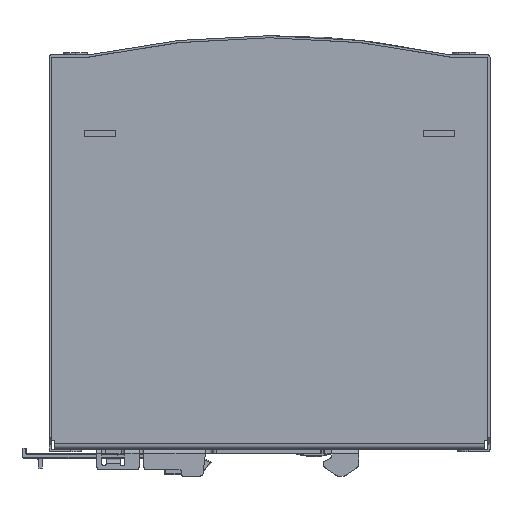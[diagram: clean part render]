
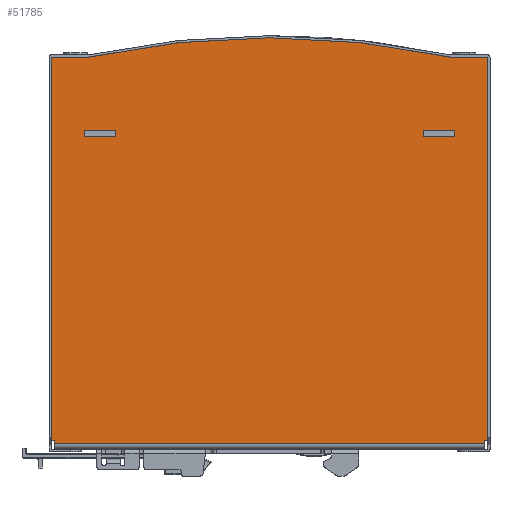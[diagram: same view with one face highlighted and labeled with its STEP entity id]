
A CAD part, top view. The second image highlights one B-rep face of the part: STEP entity #51785.
In plain terms, the highlighted planar face has unit normal (0, 0, 1).
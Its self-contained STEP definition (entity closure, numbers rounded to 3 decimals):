
#14768=DIRECTION('',(1.,0.,0.));
#14769=VECTOR('',#14768,120.4);
#14770=CARTESIAN_POINT('',(1.,1.6,0.));
#14771=LINE('',#14770,#14769);
#14772=DIRECTION('',(0.,-1.,0.));
#14773=VECTOR('',#14772,0.1);
#14774=CARTESIAN_POINT('',(111.6,110.,0.));
#14775=LINE('',#14774,#14773);
#14776=DIRECTION('',(1.,0.,0.));
#14777=VECTOR('',#14776,10.6);
#14778=CARTESIAN_POINT('',(111.6,109.9,0.));
#14779=LINE('',#14778,#14777);
#14780=CARTESIAN_POINT('',(121.9,109.5,0.));
#14781=DIRECTION('',(0.,0.,-1.));
#14782=DIRECTION('',(0.6,0.8,0.));
#14783=AXIS2_PLACEMENT_3D('',#14780,#14781,#14782);
#14785=DIRECTION('',(0.,-1.,0.));
#14786=VECTOR('',#14785,107.3);
#14787=CARTESIAN_POINT('',(122.3,109.8,0.));
#14788=LINE('',#14787,#14786);
#14789=DIRECTION('',(-1.,0.,0.));
#14790=VECTOR('',#14789,0.9);
#14791=CARTESIAN_POINT('',(122.3,2.5,0.));
#14792=LINE('',#14791,#14790);
#14793=DIRECTION('',(0.,-1.,0.));
#14794=VECTOR('',#14793,0.9);
#14795=CARTESIAN_POINT('',(121.4,2.5,0.));
#14796=LINE('',#14795,#14794);
#14797=DIRECTION('',(0.,1.,0.));
#14798=VECTOR('',#14797,0.9);
#14799=CARTESIAN_POINT('',(1.,1.6,0.));
#14800=LINE('',#14799,#14798);
#14801=DIRECTION('',(-1.,0.,0.));
#14802=VECTOR('',#14801,0.9);
#14803=CARTESIAN_POINT('',(1.,2.5,0.));
#14804=LINE('',#14803,#14802);
#14805=DIRECTION('',(0.,1.,0.));
#14806=VECTOR('',#14805,107.3);
#14807=CARTESIAN_POINT('',(0.1,2.5,0.));
#14808=LINE('',#14807,#14806);
#14809=CARTESIAN_POINT('',(0.5,109.5,0.));
#14810=DIRECTION('',(0.,0.,-1.));
#14811=DIRECTION('',(-0.8,0.6,0.));
#14812=AXIS2_PLACEMENT_3D('',#14809,#14810,#14811);
#14814=DIRECTION('',(1.,0.,0.));
#14815=VECTOR('',#14814,10.6);
#14816=CARTESIAN_POINT('',(0.2,109.9,0.));
#14817=LINE('',#14816,#14815);
#14818=DIRECTION('',(0.,1.,0.));
#14819=VECTOR('',#14818,0.1);
#14820=CARTESIAN_POINT('',(10.8,109.9,0.));
#14821=LINE('',#14820,#14819);
#14822=CARTESIAN_POINT('',(61.2,-122.5,0.));
#14823=DIRECTION('',(0.,0.,-1.));
#14824=DIRECTION('',(-0.212,0.977,0.));
#14825=AXIS2_PLACEMENT_3D('',#14822,#14823,#14824);
#15781=DIRECTION('',(0.,1.,0.));
#15782=VECTOR('',#15781,1.8);
#15783=CARTESIAN_POINT('',(9.3,87.7,0.));
#15784=LINE('',#15783,#15782);
#15785=DIRECTION('',(1.,0.,0.));
#15786=VECTOR('',#15785,8.8);
#15787=CARTESIAN_POINT('',(9.3,89.5,0.));
#15788=LINE('',#15787,#15786);
#15793=DIRECTION('',(0.,-1.,0.));
#15794=VECTOR('',#15793,1.8);
#15795=CARTESIAN_POINT('',(18.1,89.5,0.));
#15796=LINE('',#15795,#15794);
#15801=DIRECTION('',(-1.,0.,0.));
#15802=VECTOR('',#15801,8.8);
#15803=CARTESIAN_POINT('',(18.1,87.7,0.));
#15804=LINE('',#15803,#15802);
#15829=DIRECTION('',(1.,0.,0.));
#15830=VECTOR('',#15829,8.8);
#15831=CARTESIAN_POINT('',(104.3,89.5,0.));
#15832=LINE('',#15831,#15830);
#15837=DIRECTION('',(0.,-1.,0.));
#15838=VECTOR('',#15837,1.8);
#15839=CARTESIAN_POINT('',(113.1,89.5,0.));
#15840=LINE('',#15839,#15838);
#15849=DIRECTION('',(-1.,0.,0.));
#15850=VECTOR('',#15849,8.8);
#15851=CARTESIAN_POINT('',(113.1,87.7,0.));
#15852=LINE('',#15851,#15850);
#15861=DIRECTION('',(0.,1.,0.));
#15862=VECTOR('',#15861,1.8);
#15863=CARTESIAN_POINT('',(104.3,87.7,0.));
#15864=LINE('',#15863,#15862);
#23590=CARTESIAN_POINT('',(111.6,109.9,0.));
#23592=VERTEX_POINT('',#23590);
#23598=CARTESIAN_POINT('',(122.2,109.9,0.));
#23600=VERTEX_POINT('',#23598);
#23604=CARTESIAN_POINT('',(122.3,109.8,0.));
#23605=VERTEX_POINT('',#23604);
#23606=CARTESIAN_POINT('',(122.3,2.5,0.));
#23607=VERTEX_POINT('',#23606);
#23608=CARTESIAN_POINT('',(121.4,2.5,0.));
#23609=VERTEX_POINT('',#23608);
#23613=CARTESIAN_POINT('',(121.4,1.6,0.));
#23615=VERTEX_POINT('',#23613);
#23616=CARTESIAN_POINT('',(1.,2.5,0.));
#23617=VERTEX_POINT('',#23616);
#23618=CARTESIAN_POINT('',(1.,1.6,0.));
#23620=VERTEX_POINT('',#23618);
#23624=CARTESIAN_POINT('',(0.1,2.5,0.));
#23625=VERTEX_POINT('',#23624);
#23626=CARTESIAN_POINT('',(0.1,109.8,0.));
#23628=VERTEX_POINT('',#23626);
#23632=CARTESIAN_POINT('',(0.2,109.9,0.));
#23633=VERTEX_POINT('',#23632);
#23654=CARTESIAN_POINT('',(10.8,109.9,0.));
#23655=VERTEX_POINT('',#23654);
#23674=CARTESIAN_POINT('',(111.6,110.,0.));
#23675=VERTEX_POINT('',#23674);
#23676=CARTESIAN_POINT('',(10.8,110.,0.));
#23677=VERTEX_POINT('',#23676);
#23690=CARTESIAN_POINT('',(9.3,87.7,0.));
#23691=CARTESIAN_POINT('',(9.3,89.5,0.));
#23692=VERTEX_POINT('',#23690);
#23693=VERTEX_POINT('',#23691);
#23694=CARTESIAN_POINT('',(18.1,87.7,0.));
#23695=VERTEX_POINT('',#23694);
#23696=CARTESIAN_POINT('',(18.1,89.5,0.));
#23697=VERTEX_POINT('',#23696);
#23698=CARTESIAN_POINT('',(104.3,89.5,0.));
#23699=CARTESIAN_POINT('',(113.1,89.5,0.));
#23700=VERTEX_POINT('',#23698);
#23701=VERTEX_POINT('',#23699);
#23702=CARTESIAN_POINT('',(104.3,87.7,0.));
#23703=VERTEX_POINT('',#23702);
#23704=CARTESIAN_POINT('',(113.1,87.7,0.));
#23705=VERTEX_POINT('',#23704);
#51735=CARTESIAN_POINT('',(61.2,58.5,0.));
#51736=DIRECTION('',(0.,0.,1.));
#51737=DIRECTION('',(1.,0.,0.));
#51738=AXIS2_PLACEMENT_3D('',#51735,#51736,#51737);
#51739=PLANE('',#51738);
#51741=ORIENTED_EDGE('',*,*,#51740,.T.);
#51743=ORIENTED_EDGE('',*,*,#51742,.T.);
#51745=ORIENTED_EDGE('',*,*,#51744,.T.);
#51746=ORIENTED_EDGE('',*,*,#34928,.T.);
#51748=ORIENTED_EDGE('',*,*,#51747,.T.);
#51749=ORIENTED_EDGE('',*,*,#37405,.T.);
#51750=ORIENTED_EDGE('',*,*,#51730,.F.);
#51751=ORIENTED_EDGE('',*,*,#37374,.T.);
#51753=ORIENTED_EDGE('',*,*,#51752,.T.);
#51755=ORIENTED_EDGE('',*,*,#51754,.T.);
#51757=ORIENTED_EDGE('',*,*,#51756,.T.);
#51759=ORIENTED_EDGE('',*,*,#51758,.T.);
#51761=ORIENTED_EDGE('',*,*,#51760,.T.);
#51762=ORIENTED_EDGE('',*,*,#34805,.T.);
#51763=EDGE_LOOP('',(#51741,#51743,#51745,#51746,#51748,#51749,#51750,#51751,
#51753,#51755,#51757,#51759,#51761,#51762));
#51764=FACE_OUTER_BOUND('',#51763,.F.);
#51766=ORIENTED_EDGE('',*,*,#51765,.F.);
#51768=ORIENTED_EDGE('',*,*,#51767,.F.);
#51770=ORIENTED_EDGE('',*,*,#51769,.F.);
#51772=ORIENTED_EDGE('',*,*,#51771,.F.);
#51773=EDGE_LOOP('',(#51766,#51768,#51770,#51772));
#51774=FACE_BOUND('',#51773,.F.);
#51776=ORIENTED_EDGE('',*,*,#51775,.F.);
#51778=ORIENTED_EDGE('',*,*,#51777,.F.);
#51780=ORIENTED_EDGE('',*,*,#51779,.F.);
#51782=ORIENTED_EDGE('',*,*,#51781,.F.);
#51783=EDGE_LOOP('',(#51776,#51778,#51780,#51782));
#51784=FACE_BOUND('',#51783,.F.);
#51785=ADVANCED_FACE('',(#51764,#51774,#51784),#51739,.T.);
#14784=CIRCLE('',#14783,0.5);
#14813=CIRCLE('',#14812,0.5);
#14826=CIRCLE('',#14825,237.9);
#34805=EDGE_CURVE('',#23677,#23675,#14826,.T.);
#34928=EDGE_CURVE('',#23605,#23607,#14788,.T.);
#37374=EDGE_CURVE('',#23620,#23617,#14800,.T.);
#37405=EDGE_CURVE('',#23609,#23615,#14796,.T.);
#51730=EDGE_CURVE('',#23620,#23615,#14771,.T.);
#51740=EDGE_CURVE('',#23675,#23592,#14775,.T.);
#51742=EDGE_CURVE('',#23592,#23600,#14779,.T.);
#51744=EDGE_CURVE('',#23600,#23605,#14784,.T.);
#51747=EDGE_CURVE('',#23607,#23609,#14792,.T.);
#51752=EDGE_CURVE('',#23617,#23625,#14804,.T.);
#51754=EDGE_CURVE('',#23625,#23628,#14808,.T.);
#51756=EDGE_CURVE('',#23628,#23633,#14813,.T.);
#51758=EDGE_CURVE('',#23633,#23655,#14817,.T.);
#51760=EDGE_CURVE('',#23655,#23677,#14821,.T.);
#51765=EDGE_CURVE('',#23692,#23693,#15784,.T.);
#51767=EDGE_CURVE('',#23695,#23692,#15804,.T.);
#51769=EDGE_CURVE('',#23697,#23695,#15796,.T.);
#51771=EDGE_CURVE('',#23693,#23697,#15788,.T.);
#51775=EDGE_CURVE('',#23700,#23701,#15832,.T.);
#51777=EDGE_CURVE('',#23703,#23700,#15864,.T.);
#51779=EDGE_CURVE('',#23705,#23703,#15852,.T.);
#51781=EDGE_CURVE('',#23701,#23705,#15840,.T.);
